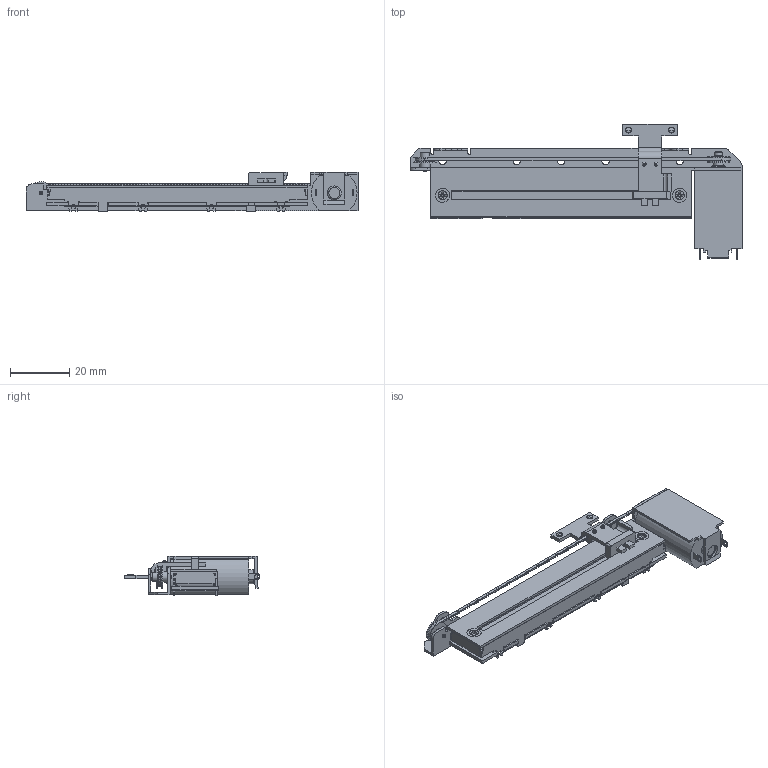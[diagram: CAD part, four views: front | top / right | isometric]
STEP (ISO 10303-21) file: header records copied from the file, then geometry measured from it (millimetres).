
FILE_DESCRIPTION(/* description */ (''),/* implementation_level */ '2;1');
FILE_NAME(/* name */ 'PSM60-082A v3.step',/* time_stamp */ '2020-02-15T19:11:52+01:00',/* author */ (''),/* organization */ (''),/* preprocessor_version */ 'ST-DEVELOPER v18',/* originating_system */ 'Autodesk Translation Framework v8.12.0.6',/* authorisation */ '');
FILE_SCHEMA (('AUTOMOTIVE_DESIGN { 1 0 10303 214 3 1 1 }'));
Length unit declared in the file: millimetre
Products named in the file (2): PSM60-082A; Component1
Assembly tree (1 placements, depth 2):
  PSM60-082A
    Component1
Bounding box: 112 x 45.8 x 13.4 mm (x, y, z)
Volume: 11014.1 mm3; surface area: 16168.2 mm2
Topology: 1 solids, 2 shells, 2286 faces, 6663 edges, 4368 vertices
Faces by surface type: plane 1340, cylinder 923, cone 22, torus 1
Full cylindrical faces by diameter (mm): 0.5 x1, 0.6 x1, 1.2 x1, 1.3 x2, 1.4 x1, 1.45 x1, 1.5 x3, 2.459 x1, 2.5 x6, 2.6 x1, 2.8 x1, 3 x3, 3.5 x2, 4.7 x3, 5.7 x1, 7.6 x4
Entity records: 76364 total; most frequent: CARTESIAN_POINT 14136, ORIENTED_EDGE 13324, DIRECTION 13061, EDGE_CURVE 6662, LINE 4577, VECTOR 4577, VERTEX_POINT 4368, AXIS2_PLACEMENT_3D 4242
